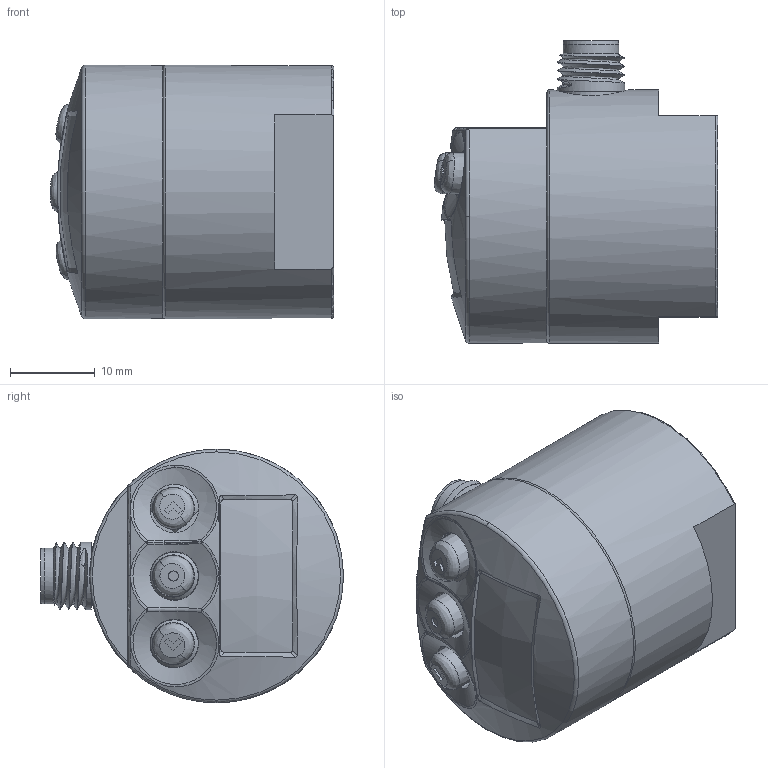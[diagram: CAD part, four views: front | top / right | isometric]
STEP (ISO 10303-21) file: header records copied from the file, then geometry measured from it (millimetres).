
FILE_DESCRIPTION(/* description */ ('STEP AP203'),/* implementation_level */ '2;1');
FILE_NAME(/* name */ 'Nano.stp',/* time_stamp */ '2023-05-09T07:52:49+02:00',/* author */ ('larand'),/* organization */ (''),/* preprocessor_version */ 'ST-DEVELOPER v19',/* originating_system */ 'Autodesk Inventor 2023',/* authorisation */ '');
FILE_SCHEMA (('AUTOMOTIVE_DESIGN { 1 0 10303 214 3 1 1 }'));
Length unit declared in the file: millimetre
Products named in the file (1): Nano-02-IG
Bounding box: 33.53 x 35.8 x 30 mm (x, y, z)
Volume: 11017.9 mm3; surface area: 11799.3 mm2
Topology: 5 solids, 6 shells, 501 faces, 1307 edges, 836 vertices
Faces by surface type: plane 226, cylinder 125, cone 39, sphere 38, bspline 38, torus 35
Full cylindrical faces by diameter (mm): 0.6 x8, 1.2 x1, 2.013 x2, 2.459 x4, 3 x4, 5.8 x1, 5.9 x1, 6.2 x1, 6.5 x3, 6.6 x1, 7 x1, 7.2 x1, 8 x2, 8.376 x1, 9 x1, 30 x1
Entity records: 26014 total; most frequent: CARTESIAN_POINT 13770, DIRECTION 2552, ORIENTED_EDGE 2528, EDGE_CURVE 1285, AXIS2_PLACEMENT_3D 964, VERTEX_POINT 835, LINE 624, VECTOR 624
